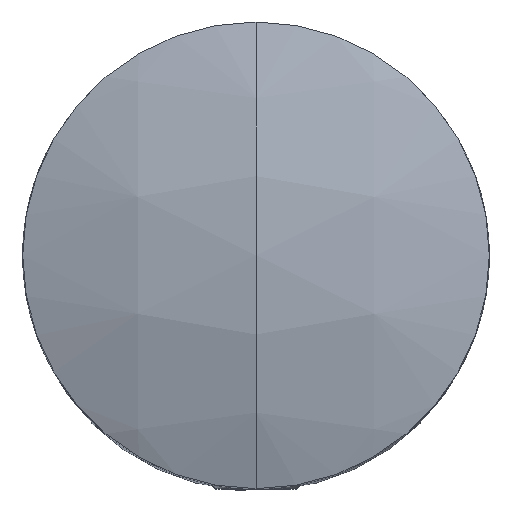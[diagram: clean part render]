
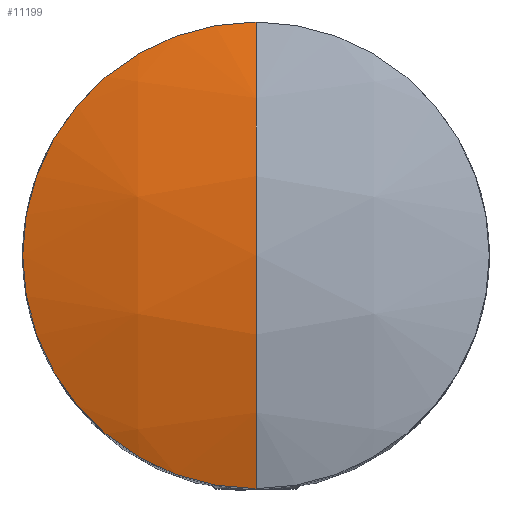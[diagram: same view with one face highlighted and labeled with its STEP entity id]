
A CAD part, top view. The second image highlights one B-rep face of the part: STEP entity #11199.
In plain terms, the highlighted spherical face has radius 32.14 mm.
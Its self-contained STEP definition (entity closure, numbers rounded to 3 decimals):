
#148 = CARTESIAN_POINT ( 'NONE',  ( 0., 0., -18.79 ) ) ;
#1182 = CIRCLE ( 'NONE', #2604, 11. ) ;
#1438 = DIRECTION ( 'NONE',  ( 1., 0., 0. ) ) ;
#1553 = SPHERICAL_SURFACE ( 'NONE', #4390, 32.14 ) ;
#1674 = DIRECTION ( 'NONE',  ( 0., 1., 0. ) ) ;
#1846 = EDGE_CURVE ( 'NONE', #10976, #3775, #4779, .T. ) ;
#2450 = DIRECTION ( 'NONE',  ( 0., -1., 0. ) ) ;
#2604 = AXIS2_PLACEMENT_3D ( 'NONE', #15138, #12594, #7292 ) ;
#3380 = VERTEX_POINT ( 'NONE', #15897 ) ;
#3775 = VERTEX_POINT ( 'NONE', #5478 ) ;
#4390 = AXIS2_PLACEMENT_3D ( 'NONE', #5687, #10894, #1674 ) ;
#4417 = CIRCLE ( 'NONE', #8481, 11. ) ;
#4548 = VERTEX_POINT ( 'NONE', #15575 ) ;
#4779 = CIRCLE ( 'NONE', #6229, 32.14 ) ;
#5478 = CARTESIAN_POINT ( 'NONE',  ( 0., 0., 13.35 ) ) ;
#5687 = CARTESIAN_POINT ( 'NONE',  ( 0., 0., -18.79 ) ) ;
#6229 = AXIS2_PLACEMENT_3D ( 'NONE', #11740, #10177, #2450 ) ;
#6253 = EDGE_CURVE ( 'NONE', #4548, #3775, #9000, .T. ) ;
#6349 = CARTESIAN_POINT ( 'NONE',  ( 0., -11., 11.409 ) ) ;
#6531 = ORIENTED_EDGE ( 'NONE', *, *, #8307, .T. ) ;
#6739 = EDGE_CURVE ( 'NONE', #3380, #10976, #4417, .T. ) ;
#6761 = FACE_OUTER_BOUND ( 'NONE', #16279, .T. ) ;
#7216 = CARTESIAN_POINT ( 'NONE',  ( 0., 0., 11.409 ) ) ;
#7292 = DIRECTION ( 'NONE',  ( 1., 0., 0. ) ) ;
#8307 = EDGE_CURVE ( 'NONE', #4548, #3380, #1182, .T. ) ;
#8481 = AXIS2_PLACEMENT_3D ( 'NONE', #7216, #16504, #8552 ) ;
#8552 = DIRECTION ( 'NONE',  ( 1., 0., 0. ) ) ;
#9000 = CIRCLE ( 'NONE', #11696, 32.14 ) ;
#9335 = ORIENTED_EDGE ( 'NONE', *, *, #6739, .T. ) ;
#9438 = DIRECTION ( 'NONE',  ( 0., 0., -1. ) ) ;
#10177 = DIRECTION ( 'NONE',  ( -1., 0., 0. ) ) ;
#10894 = DIRECTION ( 'NONE',  ( -1., 0., 0. ) ) ;
#10976 = VERTEX_POINT ( 'NONE', #6349 ) ;
#11199 = ADVANCED_FACE ( 'NONE', ( #6761 ), #1553, .T. ) ;
#11696 = AXIS2_PLACEMENT_3D ( 'NONE', #148, #1438, #9438 ) ;
#11740 = CARTESIAN_POINT ( 'NONE',  ( 0., 0., -18.79 ) ) ;
#12594 = DIRECTION ( 'NONE',  ( 0., 0., 1. ) ) ;
#14055 = ORIENTED_EDGE ( 'NONE', *, *, #6253, .F. ) ;
#15034 = ORIENTED_EDGE ( 'NONE', *, *, #1846, .T. ) ;
#15138 = CARTESIAN_POINT ( 'NONE',  ( 0., 0., 11.409 ) ) ;
#15575 = CARTESIAN_POINT ( 'NONE',  ( 0., 11., 11.409 ) ) ;
#15897 = CARTESIAN_POINT ( 'NONE',  ( -11., 0., 11.409 ) ) ;
#16279 = EDGE_LOOP ( 'NONE', ( #6531, #9335, #15034, #14055 ) ) ;
#16504 = DIRECTION ( 'NONE',  ( 0., 0., 1. ) ) ;
